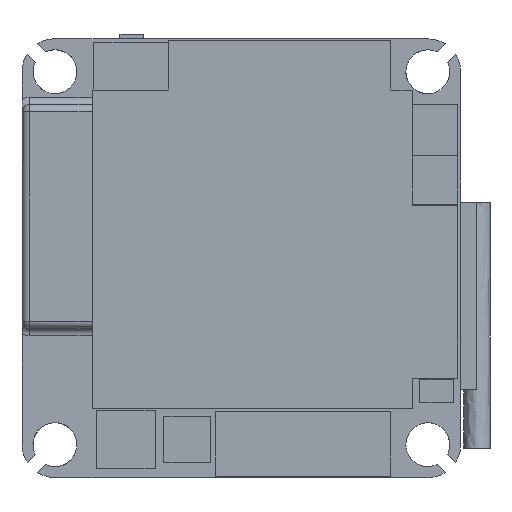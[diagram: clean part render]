
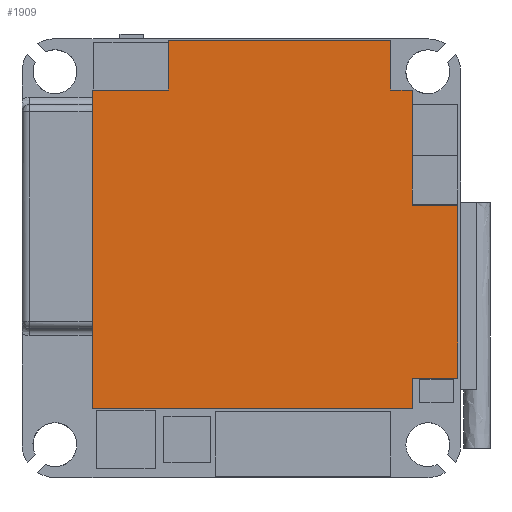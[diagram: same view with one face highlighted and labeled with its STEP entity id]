
A CAD part, front view. The second image highlights one B-rep face of the part: STEP entity #1909.
In plain terms, the highlighted free-form (B-spline) face has degree [1, 1] with [2, 2] control points.
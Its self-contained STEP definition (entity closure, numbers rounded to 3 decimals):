
#31 = VERTEX_POINT('',#32);
#32 = CARTESIAN_POINT('',(37.822,-1.269,
    -29.445));
#37 = EDGE_CURVE('',#38,#31,#40,.T.);
#38 = VERTEX_POINT('',#39);
#39 = CARTESIAN_POINT('',(33.888,-1.269,
    -29.445));
#40 = B_SPLINE_CURVE_WITH_KNOTS('',1,(#41,#42),.UNSPECIFIED.,.F.,.F.,(2,
    2),(0.,3.1),.PIECEWISE_BEZIER_KNOTS.);
#41 = CARTESIAN_POINT('',(33.888,-1.269,
    -29.445));
#42 = CARTESIAN_POINT('',(37.822,-1.269,
    -29.445));
#67 = VERTEX_POINT('',#68);
#68 = CARTESIAN_POINT('',(33.888,-1.269,
    -14.469));
#73 = EDGE_CURVE('',#74,#67,#76,.T.);
#74 = VERTEX_POINT('',#75);
#75 = CARTESIAN_POINT('',(37.822,-1.269,
    -14.469));
#76 = B_SPLINE_CURVE_WITH_KNOTS('',1,(#77,#78),.UNSPECIFIED.,.F.,.F.,(2,
    2),(0.,3.1),.PIECEWISE_BEZIER_KNOTS.);
#77 = CARTESIAN_POINT('',(37.822,-1.269,
    -14.469));
#78 = CARTESIAN_POINT('',(33.888,-1.269,
    -14.469));
#99 = EDGE_CURVE('',#31,#74,#100,.T.);
#100 = B_SPLINE_CURVE_WITH_KNOTS('',1,(#101,#102),.UNSPECIFIED.,.F.,.F.,
  (2,2),(0.,11.8),.PIECEWISE_BEZIER_KNOTS.);
#101 = CARTESIAN_POINT('',(37.822,-1.269,
    -29.445));
#102 = CARTESIAN_POINT('',(37.822,-1.269,
    -14.469));
#114 = EDGE_CURVE('',#115,#38,#117,.T.);
#115 = VERTEX_POINT('',#116);
#116 = CARTESIAN_POINT('',(33.888,-1.269,
    -32.111));
#117 = B_SPLINE_CURVE_WITH_KNOTS('',1,(#118,#119),.UNSPECIFIED.,.F.,.F.,
  (2,2),(-21.8,-19.7),.PIECEWISE_BEZIER_KNOTS.);
#118 = CARTESIAN_POINT('',(33.888,-1.269,
    -32.111));
#119 = CARTESIAN_POINT('',(33.888,-1.269,
    -29.445));
#150 = VERTEX_POINT('',#151);
#151 = CARTESIAN_POINT('',(33.888,-1.269,
    -14.342));
#156 = EDGE_CURVE('',#67,#150,#157,.T.);
#157 = B_SPLINE_CURVE_WITH_KNOTS('',1,(#158,#159),.UNSPECIFIED.,.F.,.F.,
  (2,2),(-7.9,-7.8),.PIECEWISE_BEZIER_KNOTS.);
#158 = CARTESIAN_POINT('',(33.888,-1.269,
    -14.469));
#159 = CARTESIAN_POINT('',(33.888,-1.269,
    -14.342));
#660 = EDGE_CURVE('',#150,#661,#663,.T.);
#661 = VERTEX_POINT('',#662);
#662 = CARTESIAN_POINT('',(33.888,-1.269,
    -10.154));
#663 = B_SPLINE_CURVE_WITH_KNOTS('',1,(#664,#665),.UNSPECIFIED.,.F.,.F.,
  (2,2),(-7.8,-4.5),.PIECEWISE_BEZIER_KNOTS.);
#664 = CARTESIAN_POINT('',(33.888,-1.269,
    -14.342));
#665 = CARTESIAN_POINT('',(33.888,-1.269,
    -10.154));
#754 = VERTEX_POINT('',#755);
#755 = CARTESIAN_POINT('',(33.888,-1.269,
    -4.442));
#760 = EDGE_CURVE('',#661,#754,#761,.T.);
#761 = B_SPLINE_CURVE_WITH_KNOTS('',1,(#762,#763),.UNSPECIFIED.,.F.,.F.,
  (2,2),(-4.5,0.),.PIECEWISE_BEZIER_KNOTS.);
#762 = CARTESIAN_POINT('',(33.888,-1.269,
    -10.154));
#763 = CARTESIAN_POINT('',(33.888,-1.269,
    -4.442));
#1415 = VERTEX_POINT('',#1416);
#1416 = CARTESIAN_POINT('',(6.092,-1.269,
    -5.764));
#1422 = EDGE_CURVE('',#1423,#1415,#1425,.T.);
#1423 = VERTEX_POINT('',#1424);
#1424 = CARTESIAN_POINT('',(6.092,-1.269,
    -4.442));
#1425 = B_SPLINE_CURVE_WITH_KNOTS('',1,(#1426,#1427),.UNSPECIFIED.,.F.,
  .F.,(2,2),(-1.,0.042),.PIECEWISE_BEZIER_KNOTS.);
#1426 = CARTESIAN_POINT('',(6.092,-1.269,
    -4.442));
#1427 = CARTESIAN_POINT('',(6.092,-1.269,
    -5.764));
#1494 = VERTEX_POINT('',#1495);
#1495 = CARTESIAN_POINT('',(6.092,-1.269,-25.077
    ));
#1662 = EDGE_CURVE('',#1415,#1494,#1663,.T.);
#1663 = B_SPLINE_CURVE_WITH_KNOTS('',1,(#1664,#1665),.UNSPECIFIED.,.F.,
  .F.,(2,2),(0.042,15.258),
  .PIECEWISE_BEZIER_KNOTS.);
#1664 = CARTESIAN_POINT('',(6.092,-1.269,
    -5.764));
#1665 = CARTESIAN_POINT('',(6.092,-1.269,-25.077
    ));
#1696 = VERTEX_POINT('',#1697);
#1697 = CARTESIAN_POINT('',(6.092,-1.269,
    -32.111));
#1702 = EDGE_CURVE('',#1494,#1696,#1703,.T.);
#1703 = B_SPLINE_CURVE_WITH_KNOTS('',1,(#1704,#1705),.UNSPECIFIED.,.F.,
  .F.,(2,2),(15.258,20.8),.PIECEWISE_BEZIER_KNOTS.);
#1704 = CARTESIAN_POINT('',(6.092,-1.269,-25.077
    ));
#1705 = CARTESIAN_POINT('',(6.092,-1.269,
    -32.111));
#1792 = VERTEX_POINT('',#1793);
#1793 = CARTESIAN_POINT('',(12.692,-1.269,
    -4.442));
#1798 = EDGE_CURVE('',#1799,#1792,#1801,.T.);
#1799 = VERTEX_POINT('',#1800);
#1800 = CARTESIAN_POINT('',(12.692,-1.269,
    -0.127));
#1801 = B_SPLINE_CURVE_WITH_KNOTS('',1,(#1802,#1803),.UNSPECIFIED.,.F.,
  .F.,(2,2),(0.,3.4),.PIECEWISE_BEZIER_KNOTS.);
#1802 = CARTESIAN_POINT('',(12.692,-1.269,
    -0.127));
#1803 = CARTESIAN_POINT('',(12.692,-1.269,
    -4.442));
#1822 = EDGE_CURVE('',#1792,#1423,#1823,.T.);
#1823 = B_SPLINE_CURVE_WITH_KNOTS('',1,(#1824,#1825),.UNSPECIFIED.,.F.,
  .F.,(2,2),(0.,5.2),.PIECEWISE_BEZIER_KNOTS.);
#1824 = CARTESIAN_POINT('',(12.692,-1.269,
    -4.442));
#1825 = CARTESIAN_POINT('',(6.092,-1.269,
    -4.442));
#1839 = EDGE_CURVE('',#1840,#1799,#1842,.T.);
#1840 = VERTEX_POINT('',#1841);
#1841 = CARTESIAN_POINT('',(31.984,-1.269,
    -0.127));
#1842 = B_SPLINE_CURVE_WITH_KNOTS('',1,(#1843,#1844),.UNSPECIFIED.,.F.,
  .F.,(2,2),(0.,15.2),.PIECEWISE_BEZIER_KNOTS.);
#1843 = CARTESIAN_POINT('',(31.984,-1.269,
    -0.127));
#1844 = CARTESIAN_POINT('',(12.692,-1.269,
    -0.127));
#1861 = EDGE_CURVE('',#1862,#1840,#1864,.T.);
#1862 = VERTEX_POINT('',#1863);
#1863 = CARTESIAN_POINT('',(31.984,-1.269,
    -4.442));
#1864 = B_SPLINE_CURVE_WITH_KNOTS('',1,(#1865,#1866),.UNSPECIFIED.,.F.,
  .F.,(2,2),(0.,3.4),.PIECEWISE_BEZIER_KNOTS.);
#1865 = CARTESIAN_POINT('',(31.984,-1.269,
    -4.442));
#1866 = CARTESIAN_POINT('',(31.984,-1.269,
    -0.127));
#1883 = EDGE_CURVE('',#754,#1862,#1884,.T.);
#1884 = B_SPLINE_CURVE_WITH_KNOTS('',1,(#1885,#1886),.UNSPECIFIED.,.F.,
  .F.,(2,2),(-21.9,-20.4),.PIECEWISE_BEZIER_KNOTS.);
#1885 = CARTESIAN_POINT('',(33.888,-1.269,
    -4.442));
#1886 = CARTESIAN_POINT('',(31.984,-1.269,
    -4.442));
#1899 = EDGE_CURVE('',#1696,#115,#1900,.T.);
#1900 = B_SPLINE_CURVE_WITH_KNOTS('',1,(#1901,#1902),.UNSPECIFIED.,.F.,
  .F.,(2,2),(-21.9,0.),.PIECEWISE_BEZIER_KNOTS.);
#1901 = CARTESIAN_POINT('',(6.092,-1.269,
    -32.111));
#1902 = CARTESIAN_POINT('',(33.888,-1.269,
    -32.111));
#1909 = ADVANCED_FACE('',(#1910),#1928,.T.);
#1910 = FACE_BOUND('',#1911,.T.);
#1911 = EDGE_LOOP('',(#1912,#1913,#1914,#1915,#1916,#1917,#1918,#1919,
    #1920,#1921,#1922,#1923,#1924,#1925,#1926,#1927));
#1912 = ORIENTED_EDGE('',*,*,#1422,.T.);
#1913 = ORIENTED_EDGE('',*,*,#1662,.T.);
#1914 = ORIENTED_EDGE('',*,*,#1702,.T.);
#1915 = ORIENTED_EDGE('',*,*,#1899,.T.);
#1916 = ORIENTED_EDGE('',*,*,#114,.T.);
#1917 = ORIENTED_EDGE('',*,*,#37,.T.);
#1918 = ORIENTED_EDGE('',*,*,#99,.T.);
#1919 = ORIENTED_EDGE('',*,*,#73,.T.);
#1920 = ORIENTED_EDGE('',*,*,#156,.T.);
#1921 = ORIENTED_EDGE('',*,*,#660,.T.);
#1922 = ORIENTED_EDGE('',*,*,#760,.T.);
#1923 = ORIENTED_EDGE('',*,*,#1883,.T.);
#1924 = ORIENTED_EDGE('',*,*,#1861,.T.);
#1925 = ORIENTED_EDGE('',*,*,#1839,.T.);
#1926 = ORIENTED_EDGE('',*,*,#1798,.T.);
#1927 = ORIENTED_EDGE('',*,*,#1822,.T.);
#1928 = B_SPLINE_SURFACE_WITH_KNOTS('',1,1,(
    (#1929,#1930)
    ,(#1931,#1932
    )),.UNSPECIFIED.,.F.,.F.,.F.,(2,2),(2,2),(-12.6,12.6),(-10.95,14.05)
  ,.PIECEWISE_BEZIER_KNOTS.);
#1929 = CARTESIAN_POINT('',(6.092,-1.269,
    -0.127));
#1930 = CARTESIAN_POINT('',(37.822,-1.269,
    -0.127));
#1931 = CARTESIAN_POINT('',(6.092,-1.269,
    -32.111));
#1932 = CARTESIAN_POINT('',(37.822,-1.269,
    -32.111));
